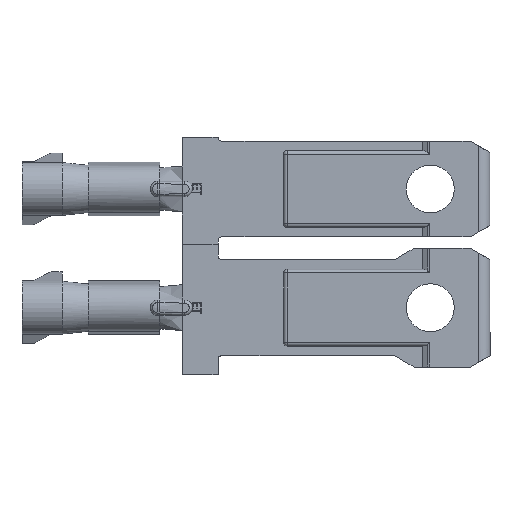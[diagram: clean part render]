
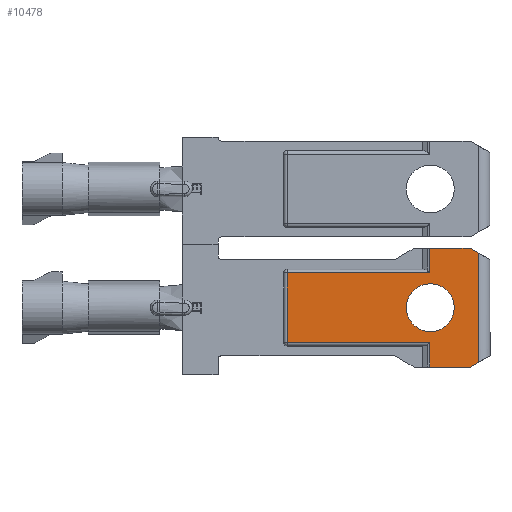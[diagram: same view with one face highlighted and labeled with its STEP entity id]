
A CAD part, front view. The second image highlights one B-rep face of the part: STEP entity #10478.
In plain terms, the highlighted planar face has unit normal (0, -1, 0).
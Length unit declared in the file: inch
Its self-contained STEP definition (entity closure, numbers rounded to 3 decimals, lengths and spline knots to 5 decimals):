
#58 = AXIS2_PLACEMENT_3D ( 'NONE', #12176, #5408, #13301 ) ;
#270 = VERTEX_POINT ( 'NONE', #1693 ) ;
#406 = VECTOR ( 'NONE', #13830, 39.37008 ) ;
#583 = EDGE_CURVE ( 'NONE', #7250, #5797, #5465, .T. ) ;
#842 = DIRECTION ( 'NONE',  ( -1., 0., 0. ) ) ;
#1223 = VERTEX_POINT ( 'NONE', #12923 ) ;
#1232 = EDGE_CURVE ( 'NONE', #8427, #3735, #11158, .T. ) ;
#1233 = VECTOR ( 'NONE', #2786, 39.37008 ) ;
#1369 = EDGE_CURVE ( 'NONE', #270, #7056, #9373, .T. ) ;
#1532 = ORIENTED_EDGE ( 'NONE', *, *, #1790, .T. ) ;
#1603 = ORIENTED_EDGE ( 'NONE', *, *, #2587, .F. ) ;
#1693 = CARTESIAN_POINT ( 'NONE',  ( -0.374, -0.03, 0.091 ) ) ;
#1790 = EDGE_CURVE ( 'NONE', #5797, #7250, #12711, .T. ) ;
#1852 = VECTOR ( 'NONE', #4236, 39.37008 ) ;
#1914 = CARTESIAN_POINT ( 'NONE',  ( 0., -0.03, 0. ) ) ;
#2028 = ORIENTED_EDGE ( 'NONE', *, *, #10644, .T. ) ;
#2060 = LINE ( 'NONE', #3201, #13374 ) ;
#2070 = CARTESIAN_POINT ( 'NONE',  ( -0.374, -0.03, -0.091 ) ) ;
#2198 = DIRECTION ( 'NONE',  ( 0., 0., -1. ) ) ;
#2463 = VECTOR ( 'NONE', #12973, 39.37008 ) ;
#2587 = EDGE_CURVE ( 'NONE', #1223, #3625, #8793, .T. ) ;
#2786 = DIRECTION ( 'NONE',  ( -1., 0., 0. ) ) ;
#3083 = DIRECTION ( 'NONE',  ( -1., 0., 0. ) ) ;
#3105 = CARTESIAN_POINT ( 'NONE',  ( -0.002, -0.03, -0.155 ) ) ;
#3201 = CARTESIAN_POINT ( 'NONE',  ( -0.00441, -0.03, -0.091 ) ) ;
#3553 = ORIENTED_EDGE ( 'NONE', *, *, #1369, .T. ) ;
#3614 = EDGE_LOOP ( 'NONE', ( #2028, #12564, #9063, #11462, #1603, #12359, #5707, #3553, #12621, #12623 ) ) ;
#3625 = VERTEX_POINT ( 'NONE', #6080 ) ;
#3735 = VERTEX_POINT ( 'NONE', #13019 ) ;
#4023 = VERTEX_POINT ( 'NONE', #3105 ) ;
#4066 = DIRECTION ( 'NONE',  ( 0., 0., -1. ) ) ;
#4106 = LINE ( 'NONE', #4822, #406 ) ;
#4232 = LINE ( 'NONE', #5260, #7227 ) ;
#4236 = DIRECTION ( 'NONE',  ( 0., 0., -1. ) ) ;
#4446 = CARTESIAN_POINT ( 'NONE',  ( -0.374, -0.03, -0.1 ) ) ;
#4822 = CARTESIAN_POINT ( 'NONE',  ( -0.002, -0.03, 0.155 ) ) ;
#5060 = AXIS2_PLACEMENT_3D ( 'NONE', #6489, #7628, #842 ) ;
#5260 = CARTESIAN_POINT ( 'NONE',  ( 0.156, -0.03, 0.125 ) ) ;
#5408 = DIRECTION ( 'NONE',  ( 0., 1., 0. ) ) ;
#5465 = CIRCLE ( 'NONE', #7012, 0.0625 ) ;
#5611 = LINE ( 'NONE', #6461, #1852 ) ;
#5707 = ORIENTED_EDGE ( 'NONE', *, *, #11611, .T. ) ;
#5797 = VERTEX_POINT ( 'NONE', #8280 ) ;
#6080 = CARTESIAN_POINT ( 'NONE',  ( 0.10404, -0.03, 0.155 ) ) ;
#6170 = CARTESIAN_POINT ( 'NONE',  ( -0.00441, -0.03, 0.091 ) ) ;
#6411 = ORIENTED_EDGE ( 'NONE', *, *, #583, .T. ) ;
#6461 = CARTESIAN_POINT ( 'NONE',  ( -0.002, -0.03, 0.155 ) ) ;
#6484 = EDGE_CURVE ( 'NONE', #7056, #12960, #2060, .T. ) ;
#6489 = CARTESIAN_POINT ( 'NONE',  ( -0.00441, -0.03, 0.155 ) ) ;
#7012 = AXIS2_PLACEMENT_3D ( 'NONE', #1914, #9848, #3083 ) ;
#7056 = VERTEX_POINT ( 'NONE', #2070 ) ;
#7152 = EDGE_CURVE ( 'NONE', #12960, #4023, #5611, .T. ) ;
#7198 = FACE_OUTER_BOUND ( 'NONE', #3614, .T. ) ;
#7227 = VECTOR ( 'NONE', #14280, 39.37008 ) ;
#7250 = VERTEX_POINT ( 'NONE', #10071 ) ;
#7625 = LINE ( 'NONE', #6170, #1233 ) ;
#7628 = DIRECTION ( 'NONE',  ( 0., 1., 0. ) ) ;
#8280 = CARTESIAN_POINT ( 'NONE',  ( 0.0625, -0.03, 0. ) ) ;
#8427 = VERTEX_POINT ( 'NONE', #13238 ) ;
#8614 = LINE ( 'NONE', #9698, #11296 ) ;
#8793 = LINE ( 'NONE', #12481, #14421 ) ;
#9063 = ORIENTED_EDGE ( 'NONE', *, *, #10382, .F. ) ;
#9373 = LINE ( 'NONE', #4446, #12027 ) ;
#9446 = VERTEX_POINT ( 'NONE', #14130 ) ;
#9512 = EDGE_CURVE ( 'NONE', #3625, #9446, #4232, .T. ) ;
#9698 = CARTESIAN_POINT ( 'NONE',  ( 0.126, -0.03, 0.155 ) ) ;
#9848 = DIRECTION ( 'NONE',  ( 0., 1., 0. ) ) ;
#9933 = DIRECTION ( 'NONE',  ( 1., 0., 0. ) ) ;
#10071 = CARTESIAN_POINT ( 'NONE',  ( -0.0625, -0.03, 0. ) ) ;
#10232 = FACE_BOUND ( 'NONE', #12974, .T. ) ;
#10317 = CARTESIAN_POINT ( 'NONE',  ( -0.00441, -0.03, -0.155 ) ) ;
#10382 = EDGE_CURVE ( 'NONE', #9446, #8427, #8614, .T. ) ;
#10478 = ADVANCED_FACE ( 'NONE', ( #10232, #7198 ), #14378, .F. ) ;
#10644 = EDGE_CURVE ( 'NONE', #4023, #3735, #13721, .T. ) ;
#10955 = EDGE_CURVE ( 'NONE', #1223, #11304, #4106, .T. ) ;
#11158 = LINE ( 'NONE', #11839, #2463 ) ;
#11296 = VECTOR ( 'NONE', #4066, 39.37008 ) ;
#11304 = VERTEX_POINT ( 'NONE', #13334 ) ;
#11430 = DIRECTION ( 'NONE',  ( 1., 0., 0. ) ) ;
#11462 = ORIENTED_EDGE ( 'NONE', *, *, #9512, .F. ) ;
#11611 = EDGE_CURVE ( 'NONE', #11304, #270, #7625, .T. ) ;
#11839 = CARTESIAN_POINT ( 'NONE',  ( 0.156, -0.03, -0.125 ) ) ;
#12027 = VECTOR ( 'NONE', #2198, 39.37008 ) ;
#12176 = CARTESIAN_POINT ( 'NONE',  ( 0., -0.03, 0. ) ) ;
#12359 = ORIENTED_EDGE ( 'NONE', *, *, #10955, .T. ) ;
#12481 = CARTESIAN_POINT ( 'NONE',  ( -0.00441, -0.03, 0.155 ) ) ;
#12564 = ORIENTED_EDGE ( 'NONE', *, *, #1232, .F. ) ;
#12621 = ORIENTED_EDGE ( 'NONE', *, *, #6484, .T. ) ;
#12623 = ORIENTED_EDGE ( 'NONE', *, *, #7152, .T. ) ;
#12711 = CIRCLE ( 'NONE', #58, 0.0625 ) ;
#12923 = CARTESIAN_POINT ( 'NONE',  ( -0.002, -0.03, 0.155 ) ) ;
#12960 = VERTEX_POINT ( 'NONE', #14462 ) ;
#12973 = DIRECTION ( 'NONE',  ( -0.866, 0., -0.5 ) ) ;
#12974 = EDGE_LOOP ( 'NONE', ( #6411, #1532 ) ) ;
#13019 = CARTESIAN_POINT ( 'NONE',  ( 0.10404, -0.03, -0.155 ) ) ;
#13238 = CARTESIAN_POINT ( 'NONE',  ( 0.126, -0.03, -0.14232 ) ) ;
#13301 = DIRECTION ( 'NONE',  ( -1., 0., 0. ) ) ;
#13334 = CARTESIAN_POINT ( 'NONE',  ( -0.002, -0.03, 0.091 ) ) ;
#13369 = VECTOR ( 'NONE', #11430, 39.37008 ) ;
#13374 = VECTOR ( 'NONE', #9933, 39.37008 ) ;
#13581 = DIRECTION ( 'NONE',  ( 1., 0., 0. ) ) ;
#13721 = LINE ( 'NONE', #10317, #13369 ) ;
#13830 = DIRECTION ( 'NONE',  ( 0., 0., -1. ) ) ;
#14130 = CARTESIAN_POINT ( 'NONE',  ( 0.126, -0.03, 0.14232 ) ) ;
#14280 = DIRECTION ( 'NONE',  ( 0.866, 0., -0.5 ) ) ;
#14378 = PLANE ( 'NONE',  #5060 ) ;
#14421 = VECTOR ( 'NONE', #13581, 39.37008 ) ;
#14462 = CARTESIAN_POINT ( 'NONE',  ( -0.002, -0.03, -0.091 ) ) ;
